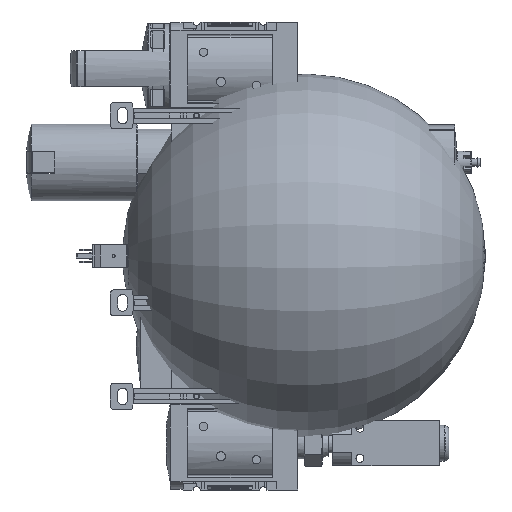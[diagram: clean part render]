
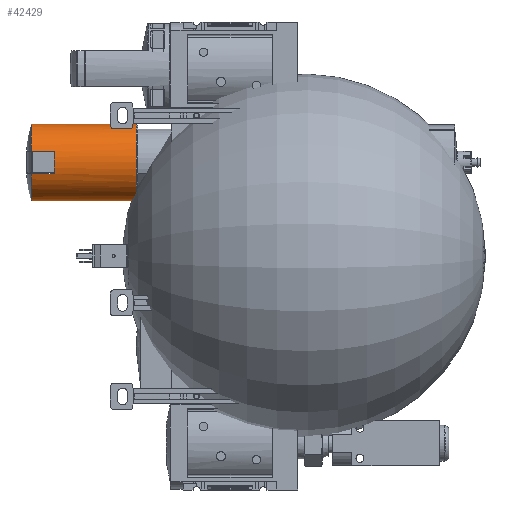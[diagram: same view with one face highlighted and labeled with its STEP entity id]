
A CAD part, left-side view. The second image highlights one B-rep face of the part: STEP entity #42429.
In plain terms, the highlighted cylindrical face has radius 25.5 mm (diameter 51 mm), a full revolution.
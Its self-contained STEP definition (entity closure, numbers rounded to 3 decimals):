
#2729=LINE('',#58941,#6243);
#2730=LINE('',#58945,#6244);
#2731=LINE('',#58946,#6245);
#2732=LINE('',#58954,#6246);
#6243=VECTOR('',#49141,1000.);
#6244=VECTOR('',#49144,1000.);
#6245=VECTOR('',#49145,1000.);
#6246=VECTOR('',#49152,1000.);
#8882=CIRCLE('',#44379,25.5);
#8905=CIRCLE('',#44526,25.5);
#8906=CIRCLE('',#44528,25.5);
#8907=CIRCLE('',#44529,25.5);
#8908=CIRCLE('',#44530,25.5);
#8909=CIRCLE('',#44531,25.5);
#8910=CIRCLE('',#44532,25.5);
#12192=ORIENTED_EDGE('',*,*,#20377,.F.);
#12193=ORIENTED_EDGE('',*,*,#20375,.T.);
#12194=ORIENTED_EDGE('',*,*,#20378,.T.);
#12195=ORIENTED_EDGE('',*,*,#20379,.F.);
#12196=ORIENTED_EDGE('',*,*,#20380,.F.);
#12197=ORIENTED_EDGE('',*,*,#20104,.T.);
#12198=ORIENTED_EDGE('',*,*,#20381,.F.);
#12199=ORIENTED_EDGE('',*,*,#20382,.F.);
#12200=ORIENTED_EDGE('',*,*,#20383,.F.);
#12201=ORIENTED_EDGE('',*,*,#20384,.F.);
#12202=ORIENTED_EDGE('',*,*,#20385,.T.);
#20104=EDGE_CURVE('',#24483,#24482,#8882,.T.);
#20375=EDGE_CURVE('',#24653,#24652,#8905,.T.);
#20377=EDGE_CURVE('',#24654,#24654,#8906,.T.);
#20378=EDGE_CURVE('',#24652,#24655,#2729,.T.);
#20379=EDGE_CURVE('',#24656,#24655,#8907,.T.);
#20380=EDGE_CURVE('',#24483,#24656,#2730,.T.);
#20381=EDGE_CURVE('',#24657,#24482,#2731,.F.);
#20382=EDGE_CURVE('',#24658,#24657,#8908,.T.);
#20383=EDGE_CURVE('',#24659,#24658,#8909,.T.);
#20384=EDGE_CURVE('',#24660,#24659,#8910,.T.);
#20385=EDGE_CURVE('',#24660,#24653,#2732,.F.);
#24482=VERTEX_POINT('',#58373);
#24483=VERTEX_POINT('',#58375);
#24652=VERTEX_POINT('',#58930);
#24653=VERTEX_POINT('',#58932);
#24654=VERTEX_POINT('',#58940);
#24655=VERTEX_POINT('',#58942);
#24656=VERTEX_POINT('',#58944);
#24657=VERTEX_POINT('',#58947);
#24658=VERTEX_POINT('',#58949);
#24659=VERTEX_POINT('',#58951);
#24660=VERTEX_POINT('',#58953);
#27592=EDGE_LOOP('',(#12192));
#27593=EDGE_LOOP('',(#12193,#12194,#12195,#12196,#12197,#12198,#12199,#12200,
#12201,#12202));
#29729=FACE_BOUND('',#27592,.T.);
#29730=FACE_BOUND('',#27593,.T.);
#31446=CYLINDRICAL_SURFACE('',#44527,25.5);
#42429=ADVANCED_FACE('',(#29729,#29730),#31446,.T.);
#44379=AXIS2_PLACEMENT_3D('',#58374,#48611,#48612);
#44526=AXIS2_PLACEMENT_3D('',#58931,#49135,#49136);
#44527=AXIS2_PLACEMENT_3D('',#58938,#49137,#49138);
#44528=AXIS2_PLACEMENT_3D('',#58939,#49139,#49140);
#44529=AXIS2_PLACEMENT_3D('',#58943,#49142,#49143);
#44530=AXIS2_PLACEMENT_3D('',#58948,#49146,#49147);
#44531=AXIS2_PLACEMENT_3D('',#58950,#49148,#49149);
#44532=AXIS2_PLACEMENT_3D('',#58952,#49150,#49151);
#48611=DIRECTION('',(0.,-1.,0.));
#48612=DIRECTION('',(0.,0.,-1.));
#49135=DIRECTION('',(0.,-1.,0.));
#49136=DIRECTION('',(0.,0.,-1.));
#49137=DIRECTION('',(0.,-1.,0.));
#49138=DIRECTION('',(0.,0.,-1.));
#49139=DIRECTION('',(0.,-1.,0.));
#49140=DIRECTION('',(0.,0.,-1.));
#49141=DIRECTION('',(0.,-1.,0.));
#49142=DIRECTION('',(0.,1.,0.));
#49143=DIRECTION('',(0.,0.,1.));
#49144=DIRECTION('',(0.,-1.,0.));
#49145=DIRECTION('',(0.,-1.,0.));
#49146=DIRECTION('',(0.,1.,0.));
#49147=DIRECTION('',(0.,0.,1.));
#49148=DIRECTION('',(0.,1.,0.));
#49149=DIRECTION('',(0.,0.,1.));
#49150=DIRECTION('',(0.,1.,0.));
#49151=DIRECTION('',(0.,0.,1.));
#49152=DIRECTION('',(0.,-1.,0.));
#58373=CARTESIAN_POINT('',(24.372,131.5,-7.5));
#58374=CARTESIAN_POINT('',(0.,131.5,0.));
#58375=CARTESIAN_POINT('',(-24.372,131.5,-7.5));
#58930=CARTESIAN_POINT('',(-24.372,131.5,7.5));
#58931=CARTESIAN_POINT('',(0.,131.5,0.));
#58932=CARTESIAN_POINT('',(24.372,131.5,7.5));
#58938=CARTESIAN_POINT('',(0.,39.,0.));
#58939=CARTESIAN_POINT('',(0.,62.,0.));
#58940=CARTESIAN_POINT('',(0.,62.,-25.5));
#58941=CARTESIAN_POINT('',(-24.372,39.,7.5));
#58942=CARTESIAN_POINT('',(-24.372,116.5,7.5));
#58943=CARTESIAN_POINT('',(0.,116.5,0.));
#58944=CARTESIAN_POINT('',(-24.372,116.5,-7.5));
#58945=CARTESIAN_POINT('',(-24.372,39.,-7.5));
#58946=CARTESIAN_POINT('',(24.372,39.,-7.5));
#58947=CARTESIAN_POINT('',(24.372,116.5,-7.5));
#58948=CARTESIAN_POINT('',(0.,116.5,0.));
#58949=CARTESIAN_POINT('',(24.52,116.5,-7.));
#58950=CARTESIAN_POINT('',(0.,116.5,0.));
#58951=CARTESIAN_POINT('',(24.52,116.5,7.));
#58952=CARTESIAN_POINT('',(0.,116.5,0.));
#58953=CARTESIAN_POINT('',(24.372,116.5,7.5));
#58954=CARTESIAN_POINT('',(24.372,39.,7.5));
